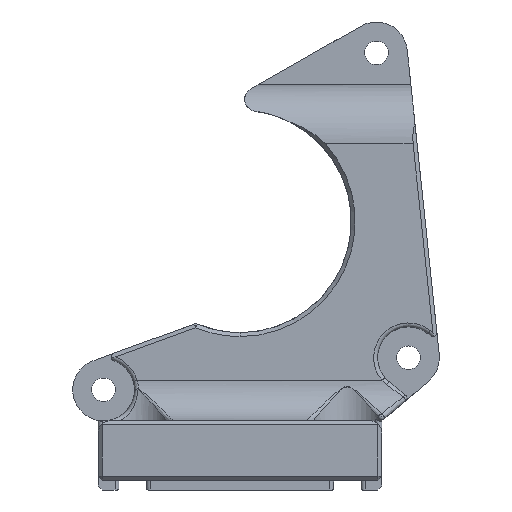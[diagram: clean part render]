
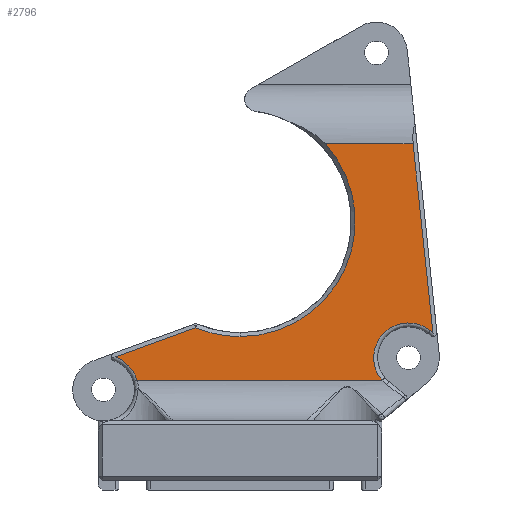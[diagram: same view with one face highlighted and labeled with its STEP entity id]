
A CAD part, front view. The second image highlights one B-rep face of the part: STEP entity #2796.
In plain terms, the highlighted face is planar.
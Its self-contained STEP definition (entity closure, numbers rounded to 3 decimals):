
#68 = AXIS2_PLACEMENT_3D ( 'NONE', #2824, #537, #840 ) ;
#79 = VERTEX_POINT ( 'NONE', #1905 ) ;
#118 = DIRECTION ( 'NONE',  ( 1., 0., 0. ) ) ;
#184 = VERTEX_POINT ( 'NONE', #4330 ) ;
#224 = CIRCLE ( 'NONE', #1171, 3.525 ) ;
#235 = LINE ( 'NONE', #956, #4302 ) ;
#436 = DIRECTION ( 'NONE',  ( 0., -1., 0. ) ) ;
#537 = DIRECTION ( 'NONE',  ( 0., 0., 1. ) ) ;
#565 = CARTESIAN_POINT ( 'NONE',  ( -10.403, 4.083, 10.25 ) ) ;
#609 = EDGE_CURVE ( 'NONE', #79, #1142, #3390, .T. ) ;
#683 = AXIS2_PLACEMENT_3D ( 'NONE', #2765, #3503, #3634 ) ;
#707 = ORIENTED_EDGE ( 'NONE', *, *, #714, .T. ) ;
#714 = EDGE_CURVE ( 'NONE', #1142, #2680, #2194, .T. ) ;
#727 = ORIENTED_EDGE ( 'NONE', *, *, #1758, .F. ) ;
#840 = DIRECTION ( 'NONE',  ( 0., -1., 0. ) ) ;
#854 = CARTESIAN_POINT ( 'NONE',  ( 1.859, 23.19, 10.25 ) ) ;
#931 = DIRECTION ( 'NONE',  ( -0.105, 0.995, 0. ) ) ;
#954 = DIRECTION ( 'NONE',  ( 0., 0., -1. ) ) ;
#956 = CARTESIAN_POINT ( 'NONE',  ( -12.626, 6.45, 10.25 ) ) ;
#1142 = VERTEX_POINT ( 'NONE', #2611 ) ;
#1171 = AXIS2_PLACEMENT_3D ( 'NONE', #1375, #3682, #3755 ) ;
#1358 = VERTEX_POINT ( 'NONE', #565 ) ;
#1375 = CARTESIAN_POINT ( 'NONE',  ( -13.795, 3.125, 10.25 ) ) ;
#1636 = LINE ( 'NONE', #2056, #2672 ) ;
#1641 = VECTOR ( 'NONE', #4684, 1000. ) ;
#1689 = EDGE_CURVE ( 'NONE', #1358, #4101, #1636, .T. ) ;
#1758 = EDGE_CURVE ( 'NONE', #79, #3013, #3490, .T. ) ;
#1809 = VECTOR ( 'NONE', #118, 1000. ) ;
#1905 = CARTESIAN_POINT ( 'NONE',  ( 8.617, 28., 10.25 ) ) ;
#1971 = AXIS2_PLACEMENT_3D ( 'NONE', #2480, #954, #436 ) ;
#1979 = VERTEX_POINT ( 'NONE', #3606 ) ;
#2042 = EDGE_CURVE ( 'NONE', #4101, #1979, #2836, .T. ) ;
#2056 = CARTESIAN_POINT ( 'NONE',  ( -16.92, 4.083, 10.25 ) ) ;
#2144 = LINE ( 'NONE', #2169, #3420 ) ;
#2169 = CARTESIAN_POINT ( 'NONE',  ( 16.739, 35.257, 10.25 ) ) ;
#2194 = CIRCLE ( 'NONE', #683, 11.65 ) ;
#2298 = EDGE_CURVE ( 'NONE', #3326, #1358, #224, .T. ) ;
#2300 = ORIENTED_EDGE ( 'NONE', *, *, #3580, .T. ) ;
#2332 = ORIENTED_EDGE ( 'NONE', *, *, #2042, .T. ) ;
#2348 = PLANE ( 'NONE',  #68 ) ;
#2480 = CARTESIAN_POINT ( 'NONE',  ( 17.035, 6.365, 10.25 ) ) ;
#2611 = CARTESIAN_POINT ( 'NONE',  ( 0., 8.51, 10.25 ) ) ;
#2672 = VECTOR ( 'NONE', #3154, 1000. ) ;
#2673 = CARTESIAN_POINT ( 'NONE',  ( 17.501, 28., 10.25 ) ) ;
#2680 = VERTEX_POINT ( 'NONE', #4234 ) ;
#2752 = CARTESIAN_POINT ( 'NONE',  ( -16.92, 28., 10.25 ) ) ;
#2765 = CARTESIAN_POINT ( 'NONE',  ( 0., 20.16, 10.25 ) ) ;
#2767 = DIRECTION ( 'NONE',  ( 0., -1., 0. ) ) ;
#2796 = ADVANCED_FACE ( 'NONE', ( #3129 ), #2348, .T. ) ;
#2802 = ORIENTED_EDGE ( 'NONE', *, *, #3597, .T. ) ;
#2824 = CARTESIAN_POINT ( 'NONE',  ( -16.92, 0., 10.25 ) ) ;
#2835 = ORIENTED_EDGE ( 'NONE', *, *, #1689, .T. ) ;
#2836 = CIRCLE ( 'NONE', #1971, 3.525 ) ;
#3013 = VERTEX_POINT ( 'NONE', #2673 ) ;
#3070 = LINE ( 'NONE', #854, #1641 ) ;
#3129 = FACE_OUTER_BOUND ( 'NONE', #4020, .T. ) ;
#3154 = DIRECTION ( 'NONE',  ( 1., 0., 0. ) ) ;
#3225 = DIRECTION ( 'NONE',  ( -0.94, -0.342, 0. ) ) ;
#3301 = CARTESIAN_POINT ( 'NONE',  ( -12.626, 6.45, 10.25 ) ) ;
#3326 = VERTEX_POINT ( 'NONE', #3301 ) ;
#3390 = CIRCLE ( 'NONE', #4573, 11.65 ) ;
#3420 = VECTOR ( 'NONE', #931, 1000. ) ;
#3458 = CARTESIAN_POINT ( 'NONE',  ( 14.349, 4.083, 10.25 ) ) ;
#3478 = EDGE_CURVE ( 'NONE', #1979, #184, #3070, .T. ) ;
#3490 = LINE ( 'NONE', #2752, #1809 ) ;
#3503 = DIRECTION ( 'NONE',  ( 0., 0., -1. ) ) ;
#3580 = EDGE_CURVE ( 'NONE', #184, #3013, #2144, .T. ) ;
#3597 = EDGE_CURVE ( 'NONE', #2680, #3326, #235, .T. ) ;
#3606 = CARTESIAN_POINT ( 'NONE',  ( 19.254, 9.105, 10.25 ) ) ;
#3634 = DIRECTION ( 'NONE',  ( 0., -1., 0. ) ) ;
#3682 = DIRECTION ( 'NONE',  ( 0., 0., -1. ) ) ;
#3716 = ORIENTED_EDGE ( 'NONE', *, *, #3478, .T. ) ;
#3755 = DIRECTION ( 'NONE',  ( 0., -1., 0. ) ) ;
#3759 = ORIENTED_EDGE ( 'NONE', *, *, #609, .T. ) ;
#3968 = ORIENTED_EDGE ( 'NONE', *, *, #2298, .T. ) ;
#4020 = EDGE_LOOP ( 'NONE', ( #2300, #727, #3759, #707, #2802, #3968, #2835, #2332, #3716 ) ) ;
#4101 = VERTEX_POINT ( 'NONE', #3458 ) ;
#4234 = CARTESIAN_POINT ( 'NONE',  ( -4.492, 9.411, 10.25 ) ) ;
#4291 = CARTESIAN_POINT ( 'NONE',  ( 0., 20.16, 10.25 ) ) ;
#4302 = VECTOR ( 'NONE', #3225, 1000. ) ;
#4330 = CARTESIAN_POINT ( 'NONE',  ( 19.509, 8.898, 10.25 ) ) ;
#4573 = AXIS2_PLACEMENT_3D ( 'NONE', #4291, #4755, #2767 ) ;
#4684 = DIRECTION ( 'NONE',  ( 0.777, -0.629, 0. ) ) ;
#4755 = DIRECTION ( 'NONE',  ( 0., 0., -1. ) ) ;
